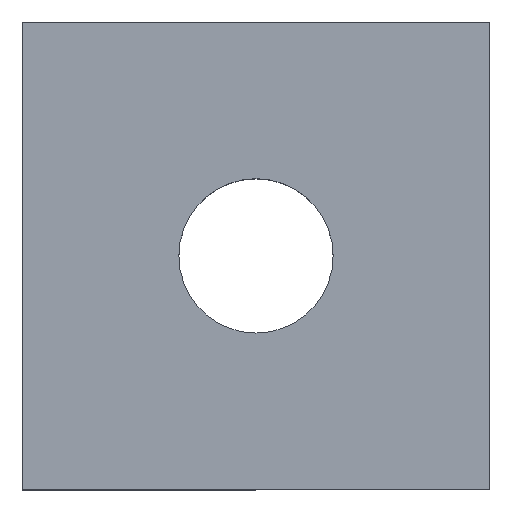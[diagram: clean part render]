
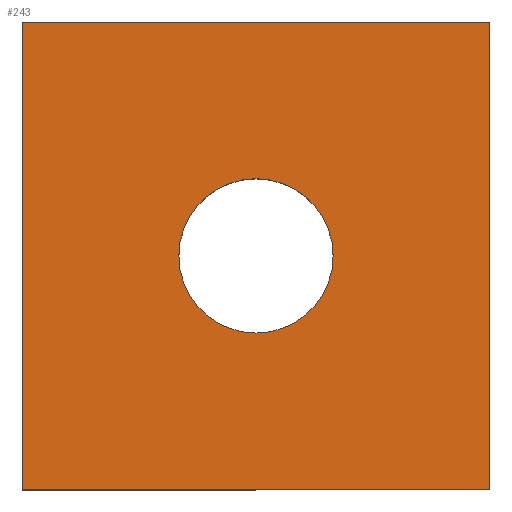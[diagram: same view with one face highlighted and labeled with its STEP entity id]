
A CAD part, top view. The second image highlights one B-rep face of the part: STEP entity #243.
In plain terms, the highlighted planar face has unit normal (0, 0, 1).
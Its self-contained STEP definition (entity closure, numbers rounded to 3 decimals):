
#5 = EDGE_CURVE ( 'NONE', #258, #188, #135, .T. ) ;
#17 = ORIENTED_EDGE ( 'NONE', *, *, #233, .F. ) ;
#21 = EDGE_LOOP ( 'NONE', ( #34, #212, #26, #104 ) ) ;
#25 = AXIS2_PLACEMENT_3D ( 'NONE', #154, #153, #152 ) ;
#26 = ORIENTED_EDGE ( 'NONE', *, *, #204, .T. ) ;
#27 = CARTESIAN_POINT ( 'NONE',  ( 0., 20., 6. ) ) ;
#31 = ORIENTED_EDGE ( 'NONE', *, *, #5, .F. ) ;
#32 = EDGE_CURVE ( 'NONE', #43, #255, #97, .T. ) ;
#34 = ORIENTED_EDGE ( 'NONE', *, *, #273, .T. ) ;
#41 = VECTOR ( 'NONE', #244, 1000. ) ;
#43 = VERTEX_POINT ( 'NONE', #137 ) ;
#44 = AXIS2_PLACEMENT_3D ( 'NONE', #138, #124, #122 ) ;
#51 = LINE ( 'NONE', #234, #41 ) ;
#89 = CARTESIAN_POINT ( 'NONE',  ( 0., 0., 6. ) ) ;
#97 = LINE ( 'NONE', #130, #105 ) ;
#103 = DIRECTION ( 'NONE',  ( 0., -1., 0. ) ) ;
#104 = ORIENTED_EDGE ( 'NONE', *, *, #211, .T. ) ;
#105 = VECTOR ( 'NONE', #108, 1000. ) ;
#108 = DIRECTION ( 'NONE',  ( 1., 0., 0. ) ) ;
#110 = CARTESIAN_POINT ( 'NONE',  ( 13.3, 10., 6. ) ) ;
#116 = CARTESIAN_POINT ( 'NONE',  ( 20., 0., 6. ) ) ;
#119 = VERTEX_POINT ( 'NONE', #27 ) ;
#122 = DIRECTION ( 'NONE',  ( -1., 0., 0. ) ) ;
#124 = DIRECTION ( 'NONE',  ( 0., 0., -1. ) ) ;
#130 = CARTESIAN_POINT ( 'NONE',  ( 0., 0., 6. ) ) ;
#135 = CIRCLE ( 'NONE', #194, 3.3 ) ;
#137 = CARTESIAN_POINT ( 'NONE',  ( 0., 0., 6. ) ) ;
#138 = CARTESIAN_POINT ( 'NONE',  ( 0., 20., 6. ) ) ;
#143 = LINE ( 'NONE', #229, #235 ) ;
#145 = VERTEX_POINT ( 'NONE', #275 ) ;
#150 = FACE_BOUND ( 'NONE', #239, .T. ) ;
#152 = DIRECTION ( 'NONE',  ( 1., 0., 0. ) ) ;
#153 = DIRECTION ( 'NONE',  ( 0., 0., 1. ) ) ;
#154 = CARTESIAN_POINT ( 'NONE',  ( 10., 10., 6. ) ) ;
#167 = PLANE ( 'NONE',  #44 ) ;
#170 = LINE ( 'NONE', #89, #186 ) ;
#186 = VECTOR ( 'NONE', #103, 1000. ) ;
#188 = VERTEX_POINT ( 'NONE', #253 ) ;
#194 = AXIS2_PLACEMENT_3D ( 'NONE', #217, #224, #197 ) ;
#197 = DIRECTION ( 'NONE',  ( 1., 0., 0. ) ) ;
#204 = EDGE_CURVE ( 'NONE', #255, #145, #51, .T. ) ;
#206 = DIRECTION ( 'NONE',  ( -1., 0., 0. ) ) ;
#211 = EDGE_CURVE ( 'NONE', #145, #119, #143, .T. ) ;
#212 = ORIENTED_EDGE ( 'NONE', *, *, #32, .T. ) ;
#217 = CARTESIAN_POINT ( 'NONE',  ( 10., 10., 6. ) ) ;
#224 = DIRECTION ( 'NONE',  ( 0., 0., 1. ) ) ;
#229 = CARTESIAN_POINT ( 'NONE',  ( 0., 20., 6. ) ) ;
#233 = EDGE_CURVE ( 'NONE', #188, #258, #241, .T. ) ;
#234 = CARTESIAN_POINT ( 'NONE',  ( 20., 0., 6. ) ) ;
#235 = VECTOR ( 'NONE', #206, 1000. ) ;
#239 = EDGE_LOOP ( 'NONE', ( #17, #31 ) ) ;
#241 = CIRCLE ( 'NONE', #25, 3.3 ) ;
#243 = ADVANCED_FACE ( 'NONE', ( #265, #150 ), #167, .F. ) ;
#244 = DIRECTION ( 'NONE',  ( 0., 1., 0. ) ) ;
#253 = CARTESIAN_POINT ( 'NONE',  ( 6.7, 10., 6. ) ) ;
#255 = VERTEX_POINT ( 'NONE', #116 ) ;
#258 = VERTEX_POINT ( 'NONE', #110 ) ;
#265 = FACE_OUTER_BOUND ( 'NONE', #21, .T. ) ;
#273 = EDGE_CURVE ( 'NONE', #119, #43, #170, .T. ) ;
#275 = CARTESIAN_POINT ( 'NONE',  ( 20., 20., 6. ) ) ;
